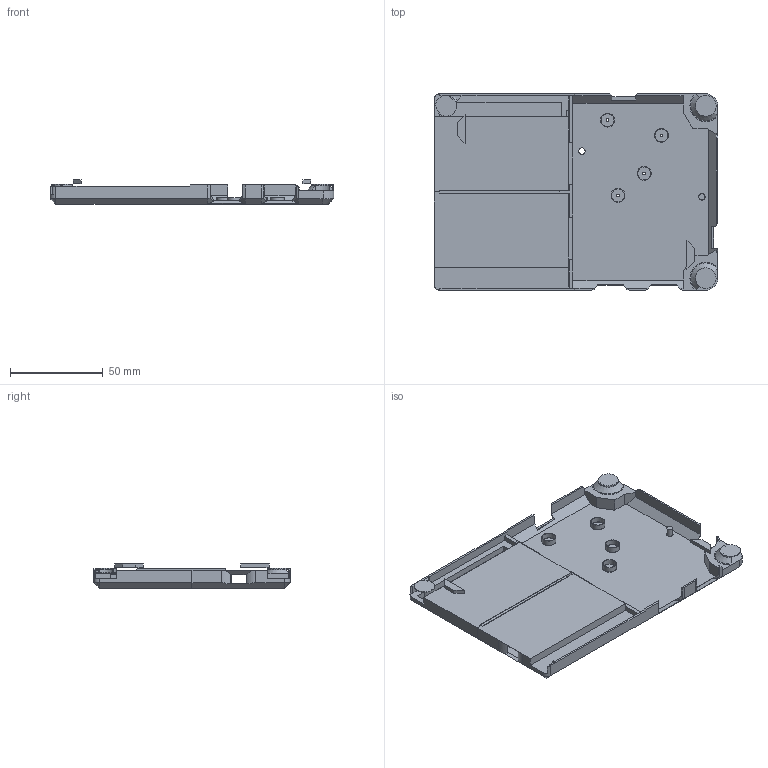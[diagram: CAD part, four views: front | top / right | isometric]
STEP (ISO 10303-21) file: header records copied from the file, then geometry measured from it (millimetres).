
FILE_DESCRIPTION(/* description */ ('STEP AP242','CAx-IF Rec.Pracs.---Representation and Presentation of Product Manufacturing Information (PMI)---4.0---2014-10-13','CAx-IF Rec.Pracs.---3D Tessellated Geometry---0.4---2014-09-14','2;1'),/* implementation_level */ '2;1');
FILE_NAME(/* name */ '638bf8fd42856b22a29c13a3',/* time_stamp */ '2022-12-04T01:33:50+00:00',/* author */ (''),/* organization */ (''),/* preprocessor_version */ 'ST-DEVELOPER v18.102',/* originating_system */ ' ',/* authorisation */ ' ');
FILE_SCHEMA (('AP242_MANAGED_MODEL_BASED_3D_ENGINEERING_MIM_LF { 1 0 10303 442 1 1 4 }'));
Length unit declared in the file: metre
Products named in the file (12): Part 25; Part 14; Part 15; Part 17; Part 18; Part 19; Part 20; Part 22; Part 23; Part 24; Part 26; Part 28
Bounding box: 152.79 x 105.79 x 13.1 mm (x, y, z)
Volume: 49848.6 mm3; surface area: 59673.2 mm2
Topology: 12 solids, 12 shells, 297 faces, 779 edges, 514 vertices
Faces by surface type: plane 253, cylinder 37, cone 7
Full cylindrical faces by diameter (mm): 1.5 x4, 3.3 x1, 3.5 x2, 7 x4, 7.5 x4, 11.051 x1
Entity records: 9244 total; most frequent: CARTESIAN_POINT 1624, ORIENTED_EDGE 1516, DIRECTION 1452, EDGE_CURVE 758, LINE 658, VECTOR 658, VERTEX_POINT 509, AXIS2_PLACEMENT_3D 397
